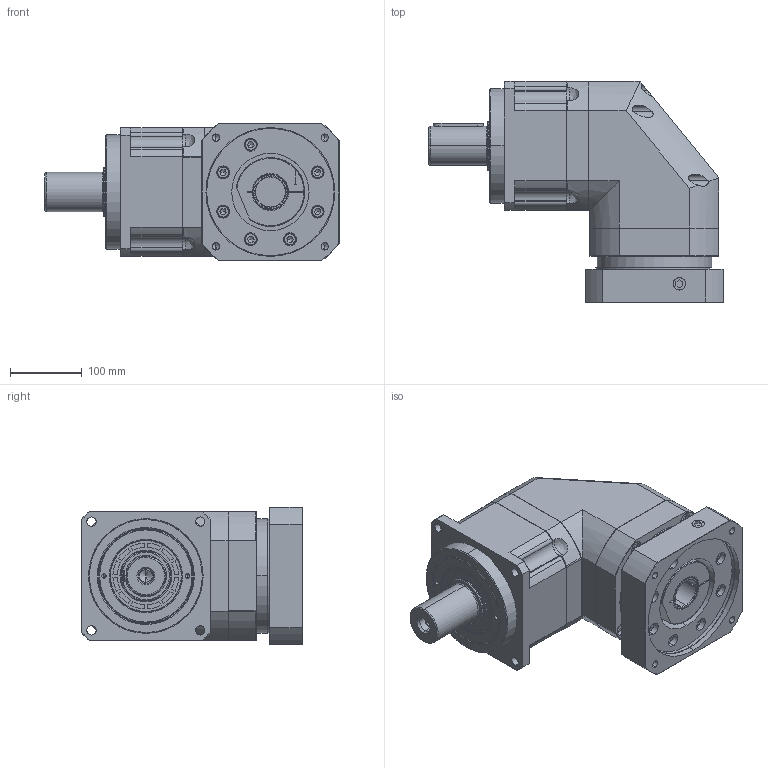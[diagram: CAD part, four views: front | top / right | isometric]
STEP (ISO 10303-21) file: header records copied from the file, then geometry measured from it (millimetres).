
FILE_DESCRIPTION (( 'STEP AP203' ), '1' );
FILE_NAME ('FABR180D-L1-S2-42-180-215-M12-87.STEP', '2022-03-24T05:45:47', ( 'User' ), ( 'China' ), 'SwSTEP 2.0', 'SolidWorks 2020', '' );
FILE_SCHEMA (( 'CONFIG_CONTROL_DESIGN' ));
Length unit declared in the file: millimetre
Products named in the file (15): A倰す瑩16X70; FABR180D珨撰眻褒眊极; 怀堤傷褲极FABR180; M10-20樓粟菜; 囀鞠褒踡隅蹟隊M20X16; 隅弇覃淕杶FAB180D; 输入端壳体FABR180D; 蚐猾70X100X10; M12-25; 怀堤俴陎殤FAB180D; 输入法兰FAB180D-180x48.5xM12; 输出内齿圈壳体FAB180; FABR180D-L1-S2-42-180-215-M12-87; 输入轴FAB180-42; 输入轴锁紧环49X96X22
Assembly tree (32 placements, depth 2):
  FABR180D-L1-S2-42-180-215-M12-87
    怀堤俴陎殤FAB180D
    A倰す瑩16X70
    输出内齿圈壳体FAB180
    隅弇覃淕杶FAB180D
    蚐猾70X100X10
    怀堤傷褲极FABR180
    FABR180D珨撰眻褒眊极
    M10-20樓粟菜  x19
    输入端壳体FABR180D
    输入轴FAB180-42
    输入轴锁紧环49X96X22
    M12-25
    囀鞠褒踡隅蹟隊M20X16
    输入法兰FAB180D-180x48.5xM12
Bounding box: 411 x 309 x 192 mm (x, y, z)
Volume: 9617463 mm3; surface area: 910284.1 mm2
Topology: 13 solids, 51 shells, 1346 faces, 3237 edges, 2050 vertices
Faces by surface type: cylinder 563, plane 446, cone 207, bspline 130
Entity records: 34615 total; most frequent: CARTESIAN_POINT 12981, DIRECTION 4230, ORIENTED_EDGE 3974, EDGE_CURVE 1991, AXIS2_PLACEMENT_3D 1740, VERTEX_POINT 1276, EDGE_LOOP 1016, CIRCLE 956
